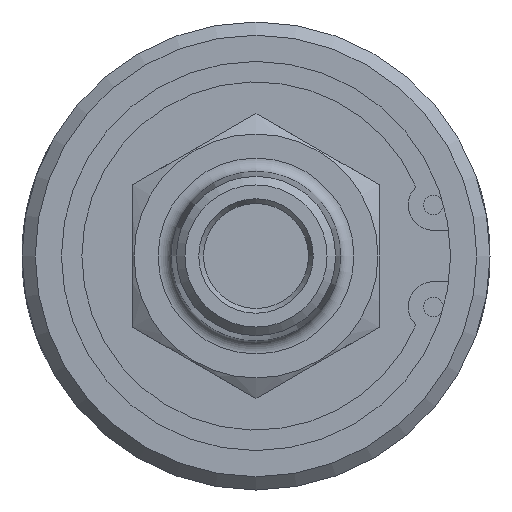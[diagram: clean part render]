
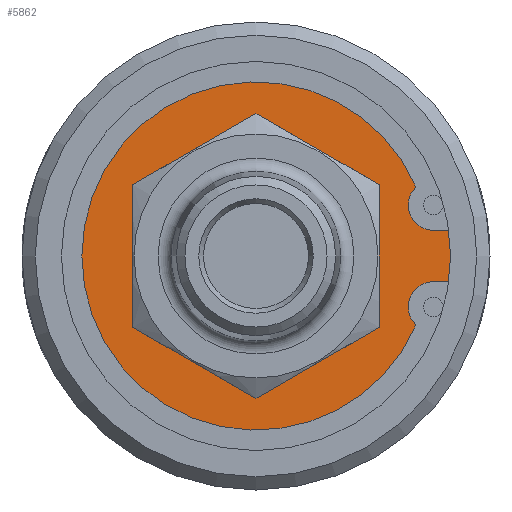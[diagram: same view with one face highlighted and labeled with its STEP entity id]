
A CAD part, left-side view. The second image highlights one B-rep face of the part: STEP entity #5862.
In plain terms, the highlighted planar face has unit normal (-1, 0, 0).
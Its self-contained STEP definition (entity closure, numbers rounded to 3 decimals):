
#630=FACE_BOUND('',#1052,.T.);
#697=FACE_OUTER_BOUND('',#1051,.T.);
#1051=EDGE_LOOP('',(#3985,#3986,#3987,#3988,#3989,#3990));
#1052=EDGE_LOOP('',(#3991,#3992));
#1409=LINE('',#7799,#1739);
#1414=LINE('',#7817,#1744);
#1739=VECTOR('',#6636,10.);
#1744=VECTOR('',#6651,10.);
#2074=CIRCLE('',#6216,3.048);
#2075=CIRCLE('',#6218,3.048);
#2076=CIRCLE('',#6220,21.057);
#2098=CIRCLE('',#6259,13.9);
#2099=CIRCLE('',#6260,13.9);
#2111=CIRCLE('',#6278,25.375);
#2305=VERTEX_POINT('',#7796);
#2306=VERTEX_POINT('',#7798);
#2310=VERTEX_POINT('',#7814);
#2311=VERTEX_POINT('',#7816);
#2312=VERTEX_POINT('',#7820);
#2313=VERTEX_POINT('',#7824);
#2348=VERTEX_POINT('',#7955);
#2349=VERTEX_POINT('',#7956);
#2920=EDGE_CURVE('',#2306,#2305,#1409,.T.);
#2928=EDGE_CURVE('',#2311,#2310,#1414,.T.);
#2930=EDGE_CURVE('',#2312,#2306,#2074,.T.);
#2932=EDGE_CURVE('',#2310,#2313,#2075,.T.);
#2934=EDGE_CURVE('',#2313,#2312,#2076,.T.);
#2982=EDGE_CURVE('',#2348,#2349,#2098,.T.);
#2983=EDGE_CURVE('',#2349,#2348,#2099,.T.);
#2999=EDGE_CURVE('',#2305,#2311,#2111,.T.);
#3985=ORIENTED_EDGE('',*,*,#2920,.T.);
#3986=ORIENTED_EDGE('',*,*,#2999,.T.);
#3987=ORIENTED_EDGE('',*,*,#2928,.T.);
#3988=ORIENTED_EDGE('',*,*,#2932,.T.);
#3989=ORIENTED_EDGE('',*,*,#2934,.T.);
#3990=ORIENTED_EDGE('',*,*,#2930,.T.);
#3991=ORIENTED_EDGE('',*,*,#2982,.T.);
#3992=ORIENTED_EDGE('',*,*,#2983,.T.);
#5668=PLANE('',#6277);
#5862=ADVANCED_FACE('',(#697,#630),#5668,.F.);
#6216=AXIS2_PLACEMENT_3D('',#7821,#6655,#6656);
#6218=AXIS2_PLACEMENT_3D('',#7825,#6660,#6661);
#6220=AXIS2_PLACEMENT_3D('',#7828,#6665,#6666);
#6259=AXIS2_PLACEMENT_3D('',#7957,#6755,#6756);
#6260=AXIS2_PLACEMENT_3D('',#7958,#6757,#6758);
#6277=AXIS2_PLACEMENT_3D('',#7989,#6795,#6796);
#6278=AXIS2_PLACEMENT_3D('',#7990,#6797,#6798);
#6636=DIRECTION('',(0.,-1.,0.));
#6651=DIRECTION('',(0.,1.,0.));
#6655=DIRECTION('center_axis',(1.,0.,0.));
#6656=DIRECTION('ref_axis',(0.,0.,1.));
#6660=DIRECTION('center_axis',(1.,0.,0.));
#6661=DIRECTION('ref_axis',(0.,0.926,-0.377));
#6665=DIRECTION('center_axis',(-1.,0.,0.));
#6666=DIRECTION('ref_axis',(0.,1.,0.));
#6755=DIRECTION('center_axis',(1.,0.,0.));
#6756=DIRECTION('ref_axis',(0.,1.,0.));
#6757=DIRECTION('center_axis',(1.,0.,0.));
#6758=DIRECTION('ref_axis',(0.,1.,0.));
#6795=DIRECTION('center_axis',(1.,0.,0.));
#6796=DIRECTION('ref_axis',(0.,0.,-1.));
#6797=DIRECTION('center_axis',(-1.,0.,0.));
#6798=DIRECTION('ref_axis',(0.,1.,0.));
#7796=CARTESIAN_POINT('',(3.968,-25.184,-3.112));
#7798=CARTESIAN_POINT('',(3.968,-21.461,-3.112));
#7799=CARTESIAN_POINT('',(3.968,-3.131,-3.112));
#7814=CARTESIAN_POINT('',(3.968,-21.461,3.112));
#7816=CARTESIAN_POINT('',(3.968,-25.184,3.112));
#7817=CARTESIAN_POINT('',(3.968,-1.269,3.112));
#7820=CARTESIAN_POINT('',(3.968,-19.334,-8.343));
#7821=CARTESIAN_POINT('Origin',(3.968,-21.461,-6.16));
#7824=CARTESIAN_POINT('',(3.968,-19.334,8.343));
#7825=CARTESIAN_POINT('Origin',(3.968,-21.461,6.16));
#7828=CARTESIAN_POINT('Origin',(3.968,0.,0.));
#7955=CARTESIAN_POINT('',(3.968,13.9,0.));
#7956=CARTESIAN_POINT('',(3.968,-13.9,0.));
#7957=CARTESIAN_POINT('Origin',(3.968,0.,0.));
#7958=CARTESIAN_POINT('Origin',(3.968,0.,0.));
#7989=CARTESIAN_POINT('Origin',(3.968,18.923,0.));
#7990=CARTESIAN_POINT('Origin',(3.968,0.,0.));
